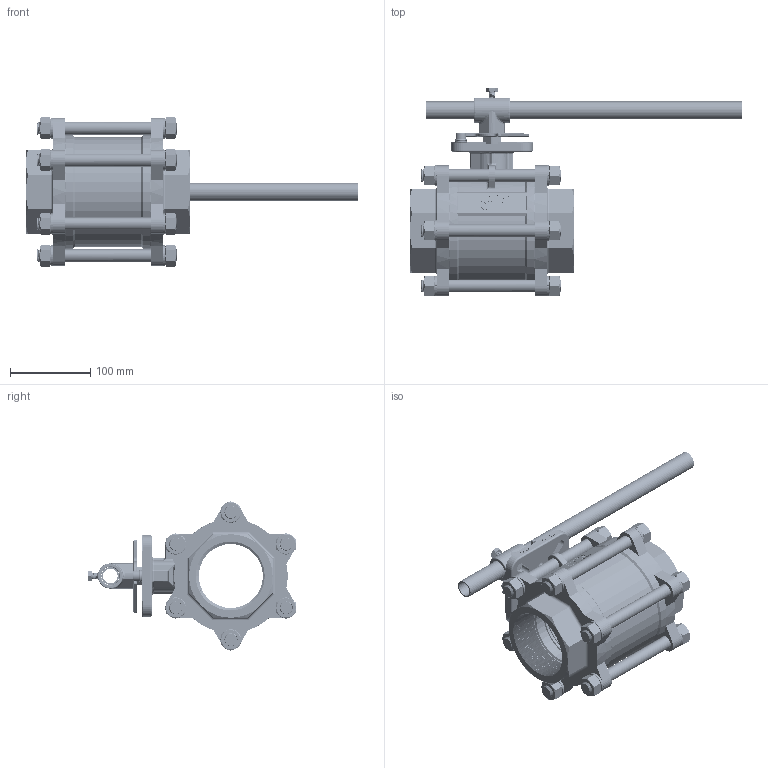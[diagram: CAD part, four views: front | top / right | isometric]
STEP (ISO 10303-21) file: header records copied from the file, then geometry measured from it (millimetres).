
FILE_DESCRIPTION (( 'STEP AP203' ), '1' );
FILE_NAME ('三吋.STEP', '2018-01-10T07:20:09', ( '' ), ( '' ), 'SwSTEP 2.0', 'SolidWorks 2014', '' );
FILE_SCHEMA (( 'CONFIG_CONTROL_DESIGN' ));
Length unit declared in the file: millimetre
Products named in the file (25): T-34J08G0; M-3KJ8440; E-34J0461; T-34J08T0; G-B1EA440; F-25K03X1; G-34J2540; G-B3DA540; T-35K05C1; T-34J07G0; G-10C2640; T-35K06C0; G-B3EA440; T-34J07C0; G-34J1150; G-10B2640; G-35K1842; G-34J2740; 三吋; G-35L2640; G-25J3060; C-34K016-S00; G-31L1940; M-3KJ2440; D-34K5260
Assembly tree (64 placements, depth 2):
  三吋
    C-34K016-S00
    D-34K5260  x2
    E-34J0461
    F-25K03X1
    T-35K05C1  x2
    T-35K06C0  x2
    T-34J07C0
    G-35K1842  x6
    G-35L2640  x12
    G-31L1940  x12
    T-34J08G0
    T-34J08T0  x4
    G-34J2540  x5
    T-34J07G0  x2
    G-34J1150  x2
    G-34J2740
    G-25J3060
    M-3KJ2440
    M-3KJ8440
    G-B1EA440
    G-B3DA540
    G-10C2640  x2
    G-B3EA440
    G-10B2640
Bounding box: 415 x 261.07 x 187.01 mm (x, y, z)
Volume: 2022673.4 mm3; surface area: 593178.9 mm2
Topology: 64 solids, 64 shells, 2766 faces, 7019 edges, 4321 vertices
Faces by surface type: cylinder 1220, plane 661, bspline 327, cone 227, torus 193, sphere 138
Entity records: 79262 total; most frequent: CARTESIAN_POINT 43038, ORIENTED_EDGE 7416, DIRECTION 5875, EDGE_CURVE 3708, VERTEX_POINT 2358, AXIS2_PLACEMENT_3D 2118, LINE 1639, VECTOR 1639
